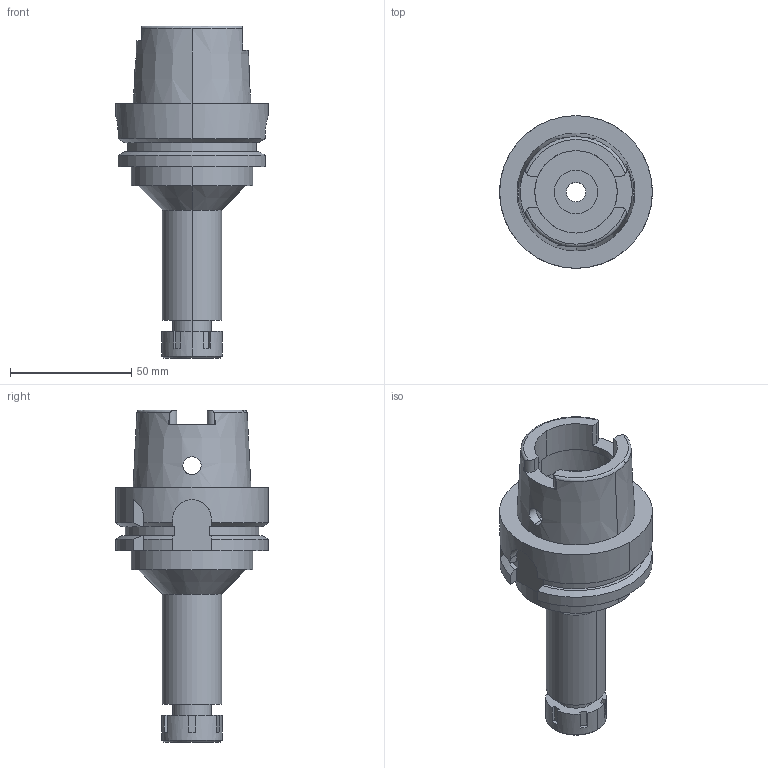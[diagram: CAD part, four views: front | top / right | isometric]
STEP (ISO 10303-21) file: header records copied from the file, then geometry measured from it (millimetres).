
FILE_DESCRIPTION((''),'2;1');
FILE_NAME('HA63NB08105-080_ASM','2018-02-28T',('ykawabe'),(''),'CREO PARAMETRIC BY PTC INC, 2016380','CREO PARAMETRIC BY PTC INC, 2016380','');
FILE_SCHEMA(('AUTOMOTIVE_DESIGN { 1 0 10303 214 1 1 1 1 }'));
Length unit declared in the file: millimetre
Products named in the file (5): HSK-A63-NBS8-105_1; NBC8-8_1; NBN8_1; DXF_TEMP_ASSY_ASM_4_ASM; HA63NB08105-080_ASM
Assembly tree (4 placements, depth 3):
  HA63NB08105-080_ASM
    DXF_TEMP_ASSY_ASM_4_ASM
      HSK-A63-NBS8-105_1
      NBC8-8_1
      NBN8_1
Bounding box: 63 x 63 x 137 mm (x, y, z)
Volume: 129872.8 mm3; surface area: 33537 mm2
Topology: 3 solids, 3 shells, 156 faces, 413 edges, 275 vertices
Faces by surface type: plane 75, cylinder 55, cone 22, torus 4
Entity records: 7188 total; most frequent: CARTESIAN_POINT 1175, DIRECTION 900, ORIENTED_EDGE 826, PRESENTATION_STYLE_ASSIGNMENT 421, STYLED_ITEM 421, CURVE_STYLE 418, EDGE_CURVE 413, AXIS2_PLACEMENT_3D 348
